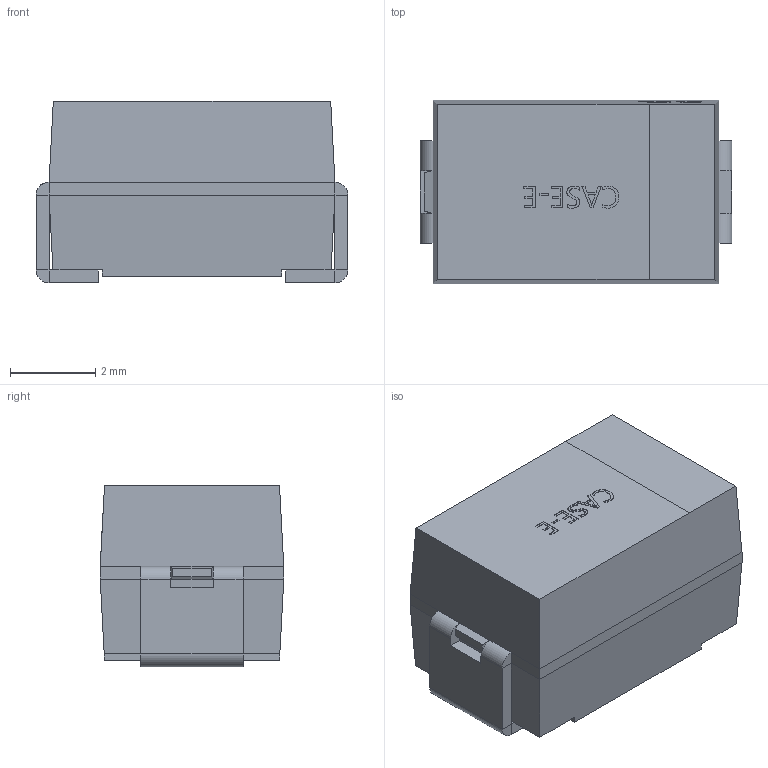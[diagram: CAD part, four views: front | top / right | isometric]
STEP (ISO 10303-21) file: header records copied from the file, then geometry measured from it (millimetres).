
FILE_DESCRIPTION(/* description */ (''),/* implementation_level */ '2;1');
FILE_NAME(/* name */ 'CAP_SMD.step',/* time_stamp */ '2022-10-03T19:27:01+08:00',/* author */ (''),/* organization */ (''),/* preprocessor_version */ 'ST-DEVELOPER v19',/* originating_system */ 'Autodesk Translation Framework v11.7.0.108',/* authorisation */ '');
FILE_SCHEMA (('AUTOMOTIVE_DESIGN { 1 0 10303 214 3 1 1 }'));
Length unit declared in the file: millimetre
Products named in the file (3): C4; CAP-SMD_L7.3-W4.3-R-RD; COMPOUND (4)
Assembly tree (2 placements, depth 3):
  C4
    CAP-SMD_L7.3-W4.3-R-RD
      COMPOUND (4)
Bounding box: 7.3 x 4.3 x 4.25 mm (x, y, z)
Volume: 117.2 mm3; surface area: 179.1 mm2
Topology: 2 solids, 2 shells, 419 faces, 1110 edges, 724 vertices
Faces by surface type: plane 279, bspline 134, cylinder 6
Entity records: 15424 total; most frequent: CARTESIAN_POINT 5442, ORIENTED_EDGE 2220, DIRECTION 1614, EDGE_CURVE 1110, LINE 830, VECTOR 830, VERTEX_POINT 724, EDGE_LOOP 452
